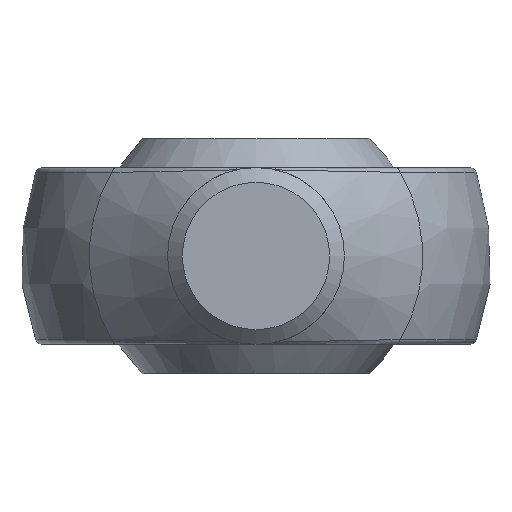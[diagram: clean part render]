
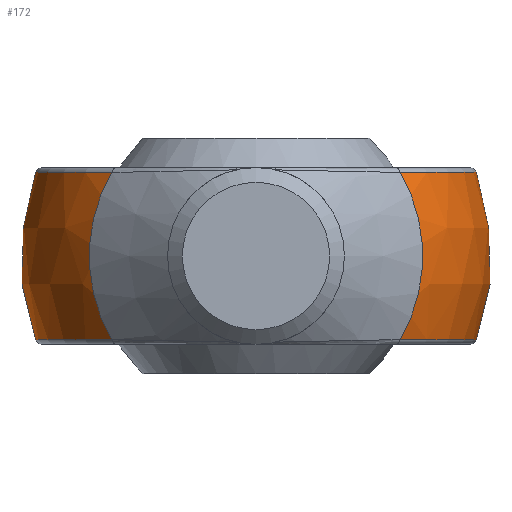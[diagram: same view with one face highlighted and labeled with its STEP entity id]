
A CAD part, front view. The second image highlights one B-rep face of the part: STEP entity #172.
In plain terms, the highlighted spherical face has radius 16 mm.
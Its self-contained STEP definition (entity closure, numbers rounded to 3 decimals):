
#6 = VERTEX_POINT ( 'NONE', #1060 ) ;
#53 = CARTESIAN_POINT ( 'NONE',  ( 0., -11.314, 0. ) ) ;
#64 = CARTESIAN_POINT ( 'NONE',  ( 0., 0., 5.677 ) ) ;
#113 = DIRECTION ( 'NONE',  ( 0., -1., 0. ) ) ;
#156 = AXIS2_PLACEMENT_3D ( 'NONE', #253, #756, #763 ) ;
#160 = CIRCLE ( 'NONE', #465, 14.959 ) ;
#172 = ADVANCED_FACE ( 'NONE', ( #343 ), #588, .T. ) ;
#182 = EDGE_CURVE ( 'NONE', #6, #928, #585, .T. ) ;
#210 = ORIENTED_EDGE ( 'NONE', *, *, #1004, .T. ) ;
#225 = DIRECTION ( 'NONE',  ( 0., 0., -1. ) ) ;
#253 = CARTESIAN_POINT ( 'NONE',  ( 0., 0., -5.677 ) ) ;
#261 = DIRECTION ( 'NONE',  ( 0., 0., 1. ) ) ;
#279 = EDGE_CURVE ( 'NONE', #393, #928, #952, .T. ) ;
#343 = FACE_OUTER_BOUND ( 'NONE', #956, .T. ) ;
#344 = AXIS2_PLACEMENT_3D ( 'NONE', #53, #113, #533 ) ;
#393 = VERTEX_POINT ( 'NONE', #880 ) ;
#408 = DIRECTION ( 'NONE',  ( 0., 0., -1. ) ) ;
#465 = AXIS2_PLACEMENT_3D ( 'NONE', #64, #408, #645 ) ;
#508 = CARTESIAN_POINT ( 'NONE',  ( 0., 0., 0. ) ) ;
#533 = DIRECTION ( 'NONE',  ( 0., 0., -1. ) ) ;
#560 = ORIENTED_EDGE ( 'NONE', *, *, #182, .T. ) ;
#585 = CIRCLE ( 'NONE', #156, 14.959 ) ;
#588 = SPHERICAL_SURFACE ( 'NONE', #738, 16. ) ;
#624 = CARTESIAN_POINT ( 'NONE',  ( -9.786, -11.314, -5.677 ) ) ;
#645 = DIRECTION ( 'NONE',  ( 0., 1., 0. ) ) ;
#676 = ORIENTED_EDGE ( 'NONE', *, *, #870, .F. ) ;
#694 = CIRCLE ( 'NONE', #971, 11.314 ) ;
#720 = ORIENTED_EDGE ( 'NONE', *, *, #279, .F. ) ;
#738 = AXIS2_PLACEMENT_3D ( 'NONE', #508, #261, #839 ) ;
#748 = CARTESIAN_POINT ( 'NONE',  ( 9.786, -11.314, 5.677 ) ) ;
#756 = DIRECTION ( 'NONE',  ( 0., 0., 1. ) ) ;
#763 = DIRECTION ( 'NONE',  ( 0., -1., 0. ) ) ;
#839 = DIRECTION ( 'NONE',  ( 1., 0., 0. ) ) ;
#870 = EDGE_CURVE ( 'NONE', #6, #1065, #694, .T. ) ;
#880 = CARTESIAN_POINT ( 'NONE',  ( -9.786, -11.314, 5.677 ) ) ;
#928 = VERTEX_POINT ( 'NONE', #624 ) ;
#947 = DIRECTION ( 'NONE',  ( 0., -1., 0. ) ) ;
#952 = CIRCLE ( 'NONE', #344, 11.314 ) ;
#956 = EDGE_LOOP ( 'NONE', ( #676, #560, #720, #210 ) ) ;
#967 = CARTESIAN_POINT ( 'NONE',  ( 0., -11.314, 0. ) ) ;
#971 = AXIS2_PLACEMENT_3D ( 'NONE', #967, #947, #225 ) ;
#1004 = EDGE_CURVE ( 'NONE', #393, #1065, #160, .T. ) ;
#1060 = CARTESIAN_POINT ( 'NONE',  ( 9.786, -11.314, -5.677 ) ) ;
#1065 = VERTEX_POINT ( 'NONE', #748 ) ;
